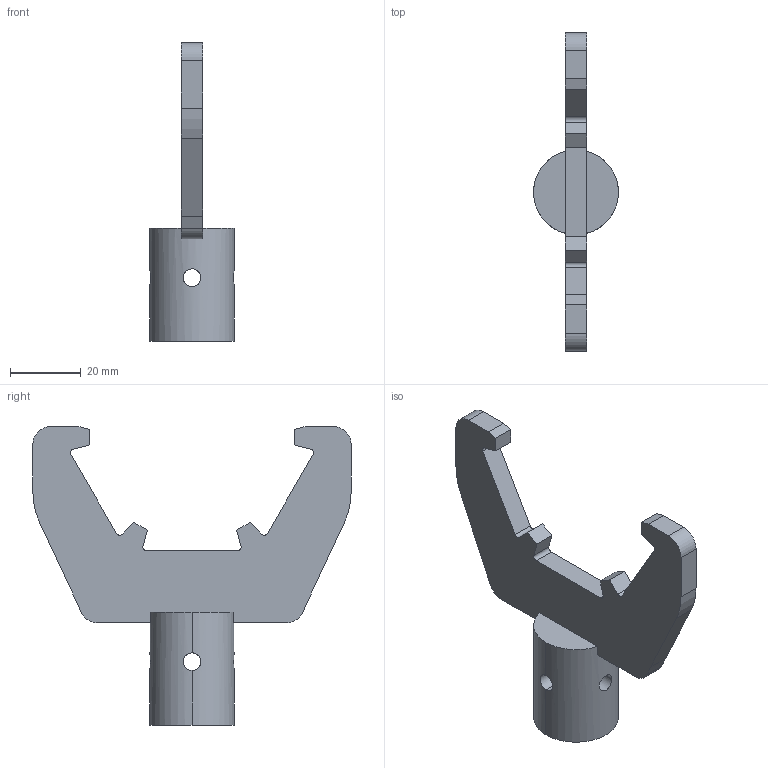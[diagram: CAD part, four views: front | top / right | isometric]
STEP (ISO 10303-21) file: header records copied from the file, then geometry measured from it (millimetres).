
FILE_DESCRIPTION (( 'STEP AP203' ), '1' );
FILE_NAME ('STP-5281-110-040-0(04590).STEP', '2022-07-22T05:51:23', ( '' ), ( '' ), 'SwSTEP 2.0', 'SolidWorks 2017', '' );
FILE_SCHEMA (( 'CONFIG_CONTROL_DESIGN' ));
Length unit declared in the file: millimetre
Products named in the file (1): STP-5281-110-040-0(04590)
Bounding box: 24 x 90 x 84.47 mm (x, y, z)
Volume: 24432.2 mm3; surface area: 11595.7 mm2
Topology: 1 solids, 1 shells, 55 faces, 160 edges, 104 vertices
Faces by surface type: plane 29, cylinder 26
Entity records: 2351 total; most frequent: CARTESIAN_POINT 800, ORIENTED_EDGE 320, DIRECTION 296, EDGE_CURVE 160, VERTEX_POINT 104, VECTOR 104, LINE 104, AXIS2_PLACEMENT_3D 96
